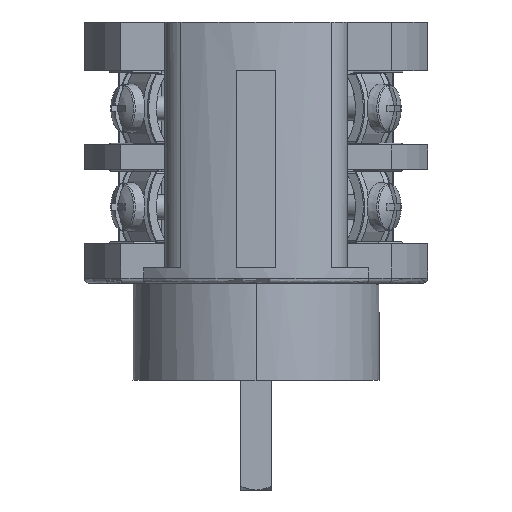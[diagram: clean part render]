
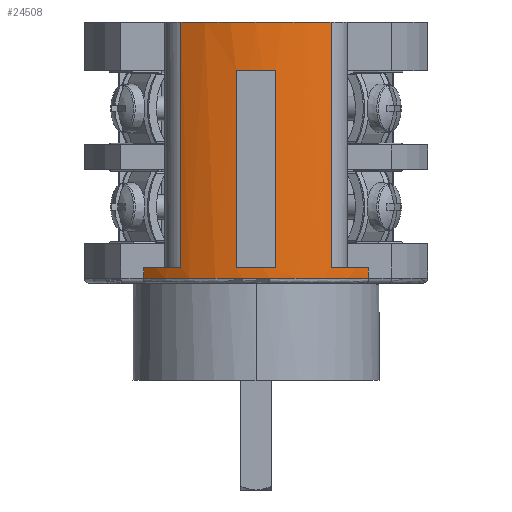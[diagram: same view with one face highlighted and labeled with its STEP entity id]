
A CAD part, left-side view. The second image highlights one B-rep face of the part: STEP entity #24508.
In plain terms, the highlighted cylindrical face has radius 26.5 mm (diameter 53 mm), a partial arc.
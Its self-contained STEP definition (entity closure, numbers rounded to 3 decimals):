
#893=CARTESIAN_POINT('',(0.,0.,16.8));
#894=DIRECTION('',(0.,0.,1.));
#895=DIRECTION('',(-0.717,0.697,0.));
#896=AXIS2_PLACEMENT_3D('',#893,#894,#895);
#921=CARTESIAN_POINT('',(0.,0.,58.9));
#922=DIRECTION('',(0.,0.,1.));
#923=DIRECTION('',(-0.885,0.465,0.));
#924=AXIS2_PLACEMENT_3D('',#921,#922,#923);
#926=CARTESIAN_POINT('',(0.,0.,18.5));
#927=DIRECTION('',(0.,0.,1.));
#928=DIRECTION('',(-0.885,-0.465,0.));
#929=AXIS2_PLACEMENT_3D('',#926,#927,#928);
#931=DIRECTION('',(0.,0.,-1.));
#932=VECTOR('',#931,1.7);
#933=CARTESIAN_POINT('',(-19.,-18.473,18.5));
#934=LINE('',#933,#932);
#935=DIRECTION('',(0.,0.,1.));
#936=VECTOR('',#935,1.7);
#937=CARTESIAN_POINT('',(-19.,18.473,16.8));
#938=LINE('',#937,#936);
#939=CARTESIAN_POINT('',(0.,0.,18.5));
#940=DIRECTION('',(0.,0.,1.));
#941=DIRECTION('',(-0.717,0.697,0.));
#942=AXIS2_PLACEMENT_3D('',#939,#940,#941);
#944=CARTESIAN_POINT('',(0.,0.,50.9));
#945=DIRECTION('',(0.,0.,-1.));
#946=DIRECTION('',(-0.992,-0.123,0.));
#947=AXIS2_PLACEMENT_3D('',#944,#945,#946);
#949=CARTESIAN_POINT('',(0.,0.,18.5));
#950=DIRECTION('',(0.,0.,1.));
#951=DIRECTION('',(-0.992,0.123,0.));
#952=AXIS2_PLACEMENT_3D('',#949,#950,#951);
#958=DIRECTION('',(0.,0.,-1.));
#959=VECTOR('',#958,40.4);
#960=CARTESIAN_POINT('',(-23.459,12.326,58.9));
#961=LINE('',#960,#959);
#2087=DIRECTION('',(0.,0.,1.));
#2088=VECTOR('',#2087,40.4);
#2089=CARTESIAN_POINT('',(-23.459,-12.326,18.5));
#2090=LINE('',#2089,#2088);
#16717=DIRECTION('',(0.,0.,-1.));
#16718=VECTOR('',#16717,32.4);
#16719=CARTESIAN_POINT('',(-26.3,-3.25,50.9));
#16720=LINE('',#16719,#16718);
#16721=DIRECTION('',(0.,0.,1.));
#16722=VECTOR('',#16721,32.4);
#16723=CARTESIAN_POINT('',(-26.3,3.25,18.5));
#16724=LINE('',#16723,#16722);
#20445=CARTESIAN_POINT('',(-19.,18.473,16.8));
#20447=VERTEX_POINT('',#20445);
#20458=CARTESIAN_POINT('',(-19.,-18.473,16.8));
#20460=VERTEX_POINT('',#20458);
#20973=CARTESIAN_POINT('',(-19.,18.473,18.5));
#20975=VERTEX_POINT('',#20973);
#20989=CARTESIAN_POINT('',(-19.,-18.473,18.5));
#20991=VERTEX_POINT('',#20989);
#21005=CARTESIAN_POINT('',(-23.459,12.326,18.5));
#21007=VERTEX_POINT('',#21005);
#21010=CARTESIAN_POINT('',(-23.459,-12.326,18.5));
#21012=VERTEX_POINT('',#21010);
#21021=CARTESIAN_POINT('',(-26.3,-3.25,18.5));
#21022=CARTESIAN_POINT('',(-26.3,3.25,18.5));
#21023=VERTEX_POINT('',#21021);
#21024=VERTEX_POINT('',#21022);
#23026=CARTESIAN_POINT('',(-23.459,12.326,58.9));
#23028=VERTEX_POINT('',#23026);
#23029=CARTESIAN_POINT('',(-23.459,-12.326,58.9));
#23031=VERTEX_POINT('',#23029);
#23461=CARTESIAN_POINT('',(-26.3,-3.25,50.9));
#23462=CARTESIAN_POINT('',(-26.3,3.25,50.9));
#23463=VERTEX_POINT('',#23461);
#23464=VERTEX_POINT('',#23462);
#24476=CARTESIAN_POINT('',(0.,0.,16.));
#24477=DIRECTION('',(0.,0.,-1.));
#24478=DIRECTION('',(-1.,0.,0.));
#24479=AXIS2_PLACEMENT_3D('',#24476,#24477,#24478);
#24480=CYLINDRICAL_SURFACE('',#24479,26.5);
#24482=ORIENTED_EDGE('',*,*,#24481,.F.);
#24484=ORIENTED_EDGE('',*,*,#24483,.T.);
#24486=ORIENTED_EDGE('',*,*,#24485,.F.);
#24488=ORIENTED_EDGE('',*,*,#24487,.T.);
#24490=ORIENTED_EDGE('',*,*,#24489,.T.);
#24491=ORIENTED_EDGE('',*,*,#24467,.F.);
#24493=ORIENTED_EDGE('',*,*,#24492,.T.);
#24495=ORIENTED_EDGE('',*,*,#24494,.T.);
#24496=EDGE_LOOP('',(#24482,#24484,#24486,#24488,#24490,#24491,#24493,#24495));
#24497=FACE_OUTER_BOUND('',#24496,.F.);
#24499=ORIENTED_EDGE('',*,*,#24498,.F.);
#24501=ORIENTED_EDGE('',*,*,#24500,.T.);
#24503=ORIENTED_EDGE('',*,*,#24502,.F.);
#24505=ORIENTED_EDGE('',*,*,#24504,.T.);
#24506=EDGE_LOOP('',(#24499,#24501,#24503,#24505));
#24507=FACE_BOUND('',#24506,.F.);
#897=CIRCLE('',#896,26.5);
#925=CIRCLE('',#924,26.5);
#930=CIRCLE('',#929,26.5);
#943=CIRCLE('',#942,26.5);
#948=CIRCLE('',#947,26.5);
#953=CIRCLE('',#952,26.5);
#24467=EDGE_CURVE('',#20447,#20460,#897,.T.);
#24481=EDGE_CURVE('',#23028,#21007,#961,.T.);
#24483=EDGE_CURVE('',#23028,#23031,#925,.T.);
#24485=EDGE_CURVE('',#21012,#23031,#2090,.T.);
#24487=EDGE_CURVE('',#21012,#20991,#930,.T.);
#24489=EDGE_CURVE('',#20991,#20460,#934,.T.);
#24492=EDGE_CURVE('',#20447,#20975,#938,.T.);
#24494=EDGE_CURVE('',#20975,#21007,#943,.T.);
#24498=EDGE_CURVE('',#23463,#21023,#16720,.T.);
#24500=EDGE_CURVE('',#23463,#23464,#948,.T.);
#24502=EDGE_CURVE('',#21024,#23464,#16724,.T.);
#24504=EDGE_CURVE('',#21024,#21023,#953,.T.);
#24508=ADVANCED_FACE('',(#24497,#24507),#24480,.T.);
